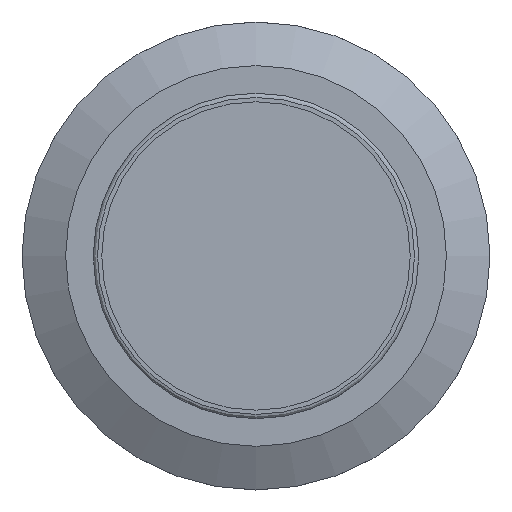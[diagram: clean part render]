
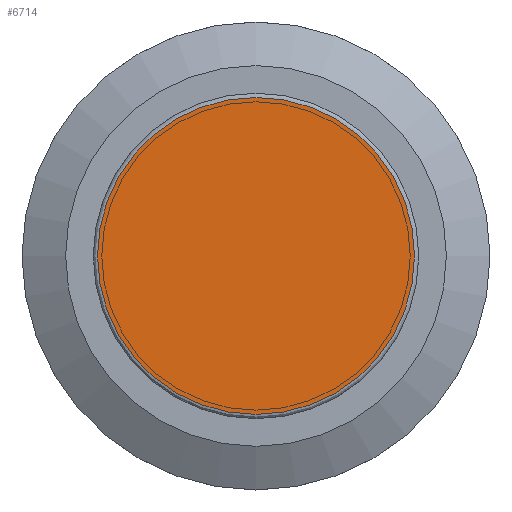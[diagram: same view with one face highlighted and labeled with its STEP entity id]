
A CAD part, top view. The second image highlights one B-rep face of the part: STEP entity #6714.
In plain terms, the highlighted planar face has unit normal (0, 0, 1).
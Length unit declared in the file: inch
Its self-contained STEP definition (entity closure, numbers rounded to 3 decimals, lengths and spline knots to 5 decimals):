
#448=PLANE('',#7362);
#814=FACE_OUTER_BOUND('',#1214,.T.);
#1214=EDGE_LOOP('',(#6245));
#2701=CIRCLE('',#7363,0.29331);
#3334=VERTEX_POINT('',#11877);
#4307=EDGE_CURVE('',#3334,#3334,#2701,.T.);
#6245=ORIENTED_EDGE('',*,*,#4307,.F.);
#6714=ADVANCED_FACE('',(#814),#448,.F.);
#7362=AXIS2_PLACEMENT_3D('',#11876,#9225,#9226);
#7363=AXIS2_PLACEMENT_3D('',#11878,#9227,#9228);
#9225=DIRECTION('center_axis',(0.,0.,
-1.));
#9226=DIRECTION('ref_axis',(1.,0.,0.));
#9227=DIRECTION('center_axis',(0.,0.,
-1.));
#9228=DIRECTION('ref_axis',(1.,0.,0.));
#11876=CARTESIAN_POINT('Origin',(0.,0.,
0.81496));
#11877=CARTESIAN_POINT('',(-0.29331,0.,0.81496));
#11878=CARTESIAN_POINT('Origin',(0.,0.,
0.81496));
